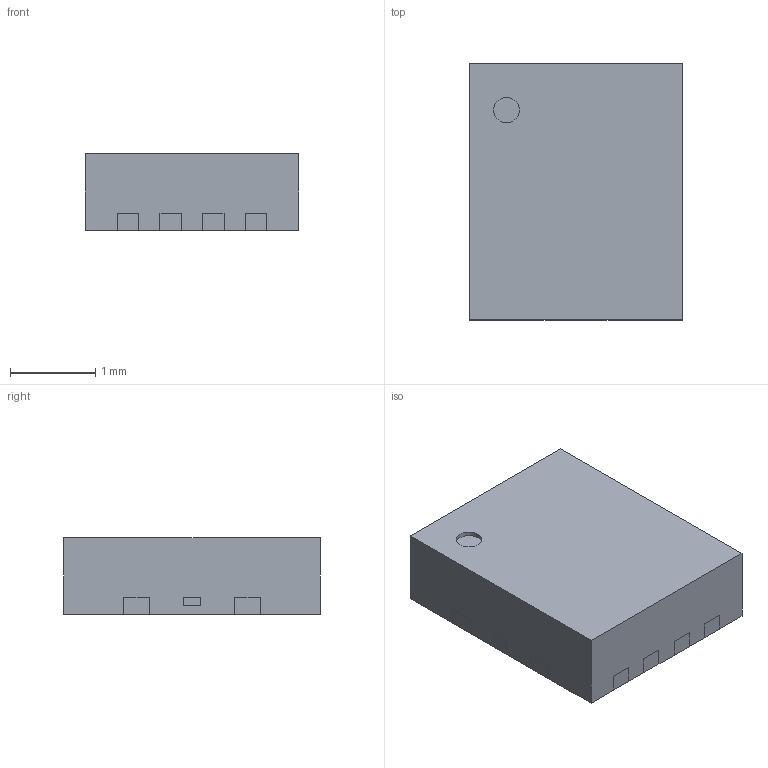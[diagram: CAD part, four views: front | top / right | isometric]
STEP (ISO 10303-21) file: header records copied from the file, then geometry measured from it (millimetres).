
FILE_DESCRIPTION (( 'STEP AP214' ), '1' );
FILE_NAME ('MP2491C.STEP', '2022-07-01T07:03:01', ( '' ), ( '' ), 'SwSTEP 2.0', 'SolidWorks 2017', '' );
FILE_SCHEMA (( 'AUTOMOTIVE_DESIGN' ));
Length unit declared in the file: millimetre
Products named in the file (1): MP2491C
Bounding box: 2.5 x 3 x 0.9 mm (x, y, z)
Volume: 6.7 mm3; surface area: 39.1 mm2
Topology: 14 solids, 14 shells, 242 faces, 642 edges, 428 vertices
Faces by surface type: plane 168, cylinder 74
Entity records: 7869 total; most frequent: CARTESIAN_POINT 1313, ORIENTED_EDGE 1284, DIRECTION 1276, EDGE_CURVE 642, VECTOR 494, LINE 494, VERTEX_POINT 428, AXIS2_PLACEMENT_3D 391
